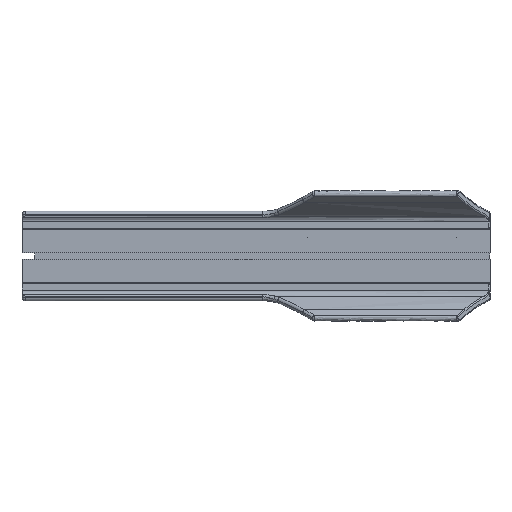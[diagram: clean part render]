
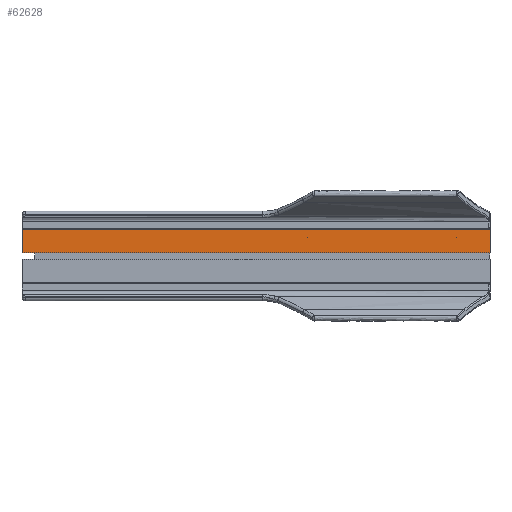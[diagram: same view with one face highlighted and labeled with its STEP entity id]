
A CAD part, top view. The second image highlights one B-rep face of the part: STEP entity #62628.
In plain terms, the highlighted free-form (B-spline) face has degree [1, 1] with [2, 2] control points.
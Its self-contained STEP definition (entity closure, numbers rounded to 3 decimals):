
#38038 = VERTEX_POINT('',#38039);
#38039 = CARTESIAN_POINT('',(206.762,0.362,
    -24.141));
#38044 = EDGE_CURVE('',#38038,#38045,#38047,.T.);
#38045 = VERTEX_POINT('',#38046);
#38046 = CARTESIAN_POINT('',(70.61,0.362,
    -24.141));
#38047 = B_SPLINE_CURVE_WITH_KNOTS('',1,(#38048,#38049),.UNSPECIFIED.,
  .F.,.F.,(2,2),(-70.5,70.5),.PIECEWISE_BEZIER_KNOTS.);
#38048 = CARTESIAN_POINT('',(206.762,0.362,
    -24.141));
#38049 = CARTESIAN_POINT('',(70.61,0.362,
    -24.141));
#62568 = EDGE_CURVE('',#38045,#62569,#62571,.T.);
#62569 = VERTEX_POINT('',#62570);
#62570 = CARTESIAN_POINT('',(70.61,7.121,
    -24.141));
#62571 = B_SPLINE_CURVE_WITH_KNOTS('',1,(#62572,#62573),.UNSPECIFIED.,
  .F.,.F.,(2,2),(-3.5,3.5),.PIECEWISE_BEZIER_KNOTS.);
#62572 = CARTESIAN_POINT('',(70.61,0.362,
    -24.141));
#62573 = CARTESIAN_POINT('',(70.61,7.121,
    -24.141));
#62628 = ADVANCED_FACE('',(#62629),#62645,.T.);
#62629 = FACE_BOUND('',#62630,.T.);
#62630 = EDGE_LOOP('',(#62631,#62638,#62643,#62644));
#62631 = ORIENTED_EDGE('',*,*,#62632,.T.);
#62632 = EDGE_CURVE('',#38038,#62633,#62635,.T.);
#62633 = VERTEX_POINT('',#62634);
#62634 = CARTESIAN_POINT('',(206.762,7.121,
    -24.141));
#62635 = B_SPLINE_CURVE_WITH_KNOTS('',1,(#62636,#62637),.UNSPECIFIED.,
  .F.,.F.,(2,2),(-3.5,3.5),.PIECEWISE_BEZIER_KNOTS.);
#62636 = CARTESIAN_POINT('',(206.762,0.362,
    -24.141));
#62637 = CARTESIAN_POINT('',(206.762,7.121,
    -24.141));
#62638 = ORIENTED_EDGE('',*,*,#62639,.T.);
#62639 = EDGE_CURVE('',#62633,#62569,#62640,.T.);
#62640 = B_SPLINE_CURVE_WITH_KNOTS('',1,(#62641,#62642),.UNSPECIFIED.,
  .F.,.F.,(2,2),(-70.5,70.5),.PIECEWISE_BEZIER_KNOTS.);
#62641 = CARTESIAN_POINT('',(206.762,7.121,
    -24.141));
#62642 = CARTESIAN_POINT('',(70.61,7.121,
    -24.141));
#62643 = ORIENTED_EDGE('',*,*,#62568,.F.);
#62644 = ORIENTED_EDGE('',*,*,#38044,.F.);
#62645 = B_SPLINE_SURFACE_WITH_KNOTS('',1,1,(
    (#62646,#62647)
    ,(#62648,#62649
    )),.UNSPECIFIED.,.F.,.F.,.F.,(2,2),(2,2),(9.,16.),(3.596,
    144.596),.PIECEWISE_BEZIER_KNOTS.);
#62646 = CARTESIAN_POINT('',(206.762,0.362,
    -24.141));
#62647 = CARTESIAN_POINT('',(70.61,0.362,
    -24.141));
#62648 = CARTESIAN_POINT('',(206.762,7.121,
    -24.141));
#62649 = CARTESIAN_POINT('',(70.61,7.121,
    -24.141));
